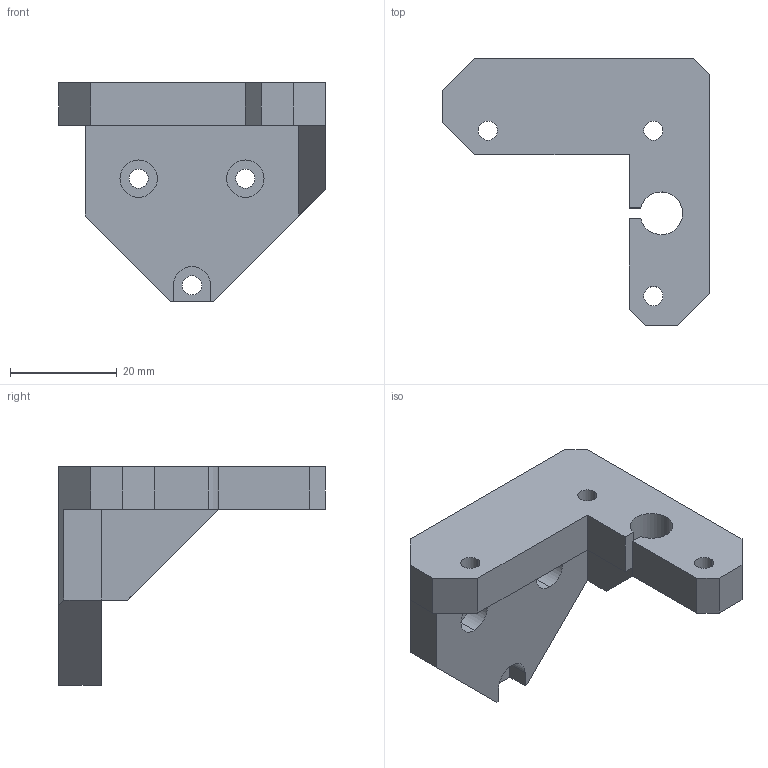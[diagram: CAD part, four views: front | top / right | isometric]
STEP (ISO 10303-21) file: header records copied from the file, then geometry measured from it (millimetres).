
FILE_DESCRIPTION (( 'STEP AP203' ), '1' );
FILE_NAME ('Z-AXIS-BOTTOM-RIGHT.STEP');
FILE_SCHEMA (( 'CONFIG_CONTROL_DESIGN' ));
Length unit declared in the file: millimetre
Products named in the file (1): Z-AXIS-BOTTOM-RIGHT
Bounding box: 50 x 50 x 41 mm (x, y, z)
Volume: 19354.9 mm3; surface area: 7707.8 mm2
Topology: 1 solids, 1 shells, 48 faces, 131 edges, 87 vertices
Faces by surface type: plane 29, cylinder 19
Entity records: 1627 total; most frequent: DIRECTION 268, CARTESIAN_POINT 267, ORIENTED_EDGE 262, EDGE_CURVE 131, VECTOR 92, LINE 92, AXIS2_PLACEMENT_3D 88, VERTEX_POINT 87
